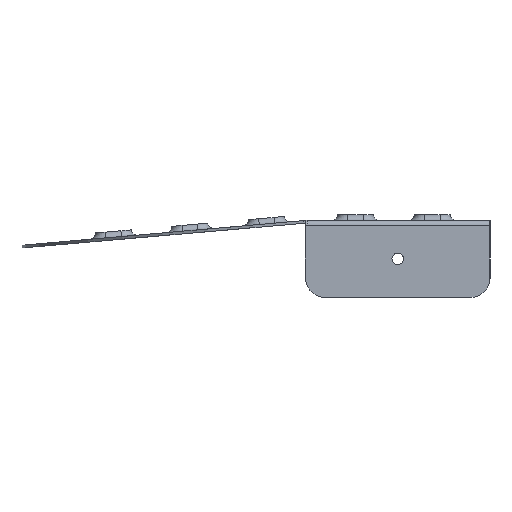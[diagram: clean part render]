
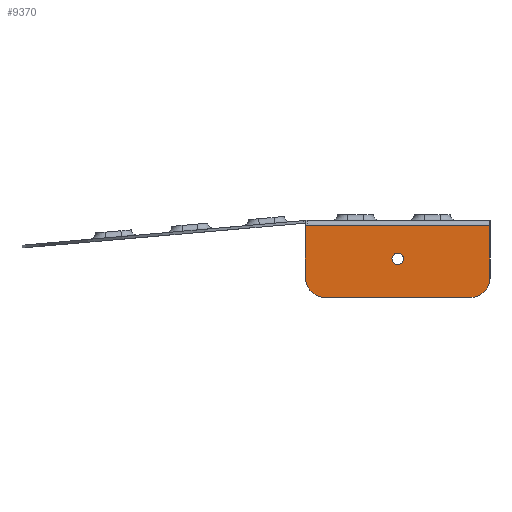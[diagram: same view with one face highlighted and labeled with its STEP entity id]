
A CAD part, left-side view. The second image highlights one B-rep face of the part: STEP entity #9370.
In plain terms, the highlighted planar face has unit normal (-1, 0, 0).
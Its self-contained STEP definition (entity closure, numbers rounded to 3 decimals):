
#135=FACE_BOUND('',#1647,.T.);
#274=PLANE('',#10641);
#975=FACE_OUTER_BOUND('',#1646,.T.);
#1646=EDGE_LOOP('',(#8475,#8476,#8477,#8478,#8479,#8480));
#1647=EDGE_LOOP('',(#8481));
#2271=LINE('',#16708,#2898);
#2275=LINE('',#16724,#2902);
#2276=LINE('',#16727,#2903);
#2277=LINE('',#16728,#2904);
#2898=VECTOR('',#13754,48.);
#2902=VECTOR('',#13772,38.);
#2903=VECTOR('',#13775,13.6);
#2904=VECTOR('',#13776,13.6);
#3648=CIRCLE('',#10642,5.);
#3649=CIRCLE('',#10643,5.);
#3650=CIRCLE('',#10644,1.5);
#4484=VERTEX_POINT('',#16705);
#4485=VERTEX_POINT('',#16707);
#4488=VERTEX_POINT('',#16720);
#4489=VERTEX_POINT('',#16721);
#4490=VERTEX_POINT('',#16723);
#4491=VERTEX_POINT('',#16725);
#4492=VERTEX_POINT('',#16729);
#5820=EDGE_CURVE('',#4485,#4484,#2271,.T.);
#5827=EDGE_CURVE('',#4488,#4489,#3648,.T.);
#5828=EDGE_CURVE('',#4490,#4488,#2275,.T.);
#5829=EDGE_CURVE('',#4491,#4490,#3649,.T.);
#5830=EDGE_CURVE('',#4485,#4491,#2276,.T.);
#5831=EDGE_CURVE('',#4489,#4484,#2277,.T.);
#5832=EDGE_CURVE('',#4492,#4492,#3650,.T.);
#8475=ORIENTED_EDGE('',*,*,#5827,.F.);
#8476=ORIENTED_EDGE('',*,*,#5828,.F.);
#8477=ORIENTED_EDGE('',*,*,#5829,.F.);
#8478=ORIENTED_EDGE('',*,*,#5830,.F.);
#8479=ORIENTED_EDGE('',*,*,#5820,.T.);
#8480=ORIENTED_EDGE('',*,*,#5831,.F.);
#8481=ORIENTED_EDGE('',*,*,#5832,.T.);
#9370=ADVANCED_FACE('',(#975,#135),#274,.T.);
#10641=AXIS2_PLACEMENT_3D('',#16719,#13768,#13769);
#10642=AXIS2_PLACEMENT_3D('',#16722,#13770,#13771);
#10643=AXIS2_PLACEMENT_3D('',#16726,#13773,#13774);
#10644=AXIS2_PLACEMENT_3D('',#16730,#13777,#13778);
#13754=DIRECTION('',(0.,1.,0.));
#13768=DIRECTION('center_axis',(-1.,0.,0.));
#13769=DIRECTION('ref_axis',(0.,0.,1.));
#13770=DIRECTION('center_axis',(1.,0.,0.));
#13771=DIRECTION('ref_axis',(0.,0.707,-0.707));
#13772=DIRECTION('',(0.,1.,0.));
#13773=DIRECTION('center_axis',(1.,0.,0.));
#13774=DIRECTION('ref_axis',(0.,-0.707,-0.707));
#13775=DIRECTION('',(0.,0.,-1.));
#13776=DIRECTION('',(0.,0.,1.));
#13777=DIRECTION('center_axis',(1.,0.,0.));
#13778=DIRECTION('ref_axis',(0.,0.,-1.));
#16705=CARTESIAN_POINT('',(-75.4,0.,-0.7));
#16707=CARTESIAN_POINT('',(-75.4,-48.,-0.7));
#16708=CARTESIAN_POINT('',(-75.4,-24.,-0.7));
#16719=CARTESIAN_POINT('Origin',(-75.4,-24.,-9.208));
#16720=CARTESIAN_POINT('',(-75.4,-5.,-19.3));
#16721=CARTESIAN_POINT('',(-75.4,0.,-14.3));
#16722=CARTESIAN_POINT('Origin',(-75.4,-5.,-14.3));
#16723=CARTESIAN_POINT('',(-75.4,-43.,-19.3));
#16724=CARTESIAN_POINT('',(-75.4,-48.,-19.3));
#16725=CARTESIAN_POINT('',(-75.4,-48.,-14.3));
#16726=CARTESIAN_POINT('Origin',(-75.4,-43.,-14.3));
#16727=CARTESIAN_POINT('',(-75.4,-48.,-0.7));
#16728=CARTESIAN_POINT('',(-75.4,0.,2.467));
#16729=CARTESIAN_POINT('',(-75.4,-24.,-7.8));
#16730=CARTESIAN_POINT('Origin',(-75.4,-24.,-9.3));
